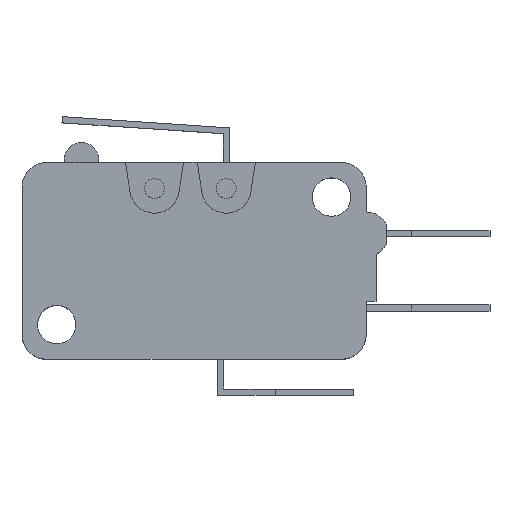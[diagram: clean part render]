
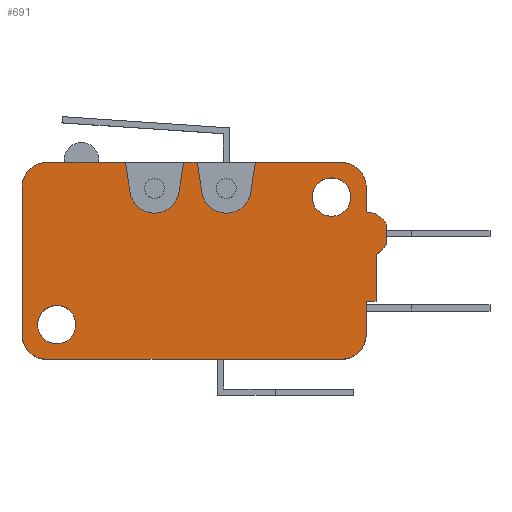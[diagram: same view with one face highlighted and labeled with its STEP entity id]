
A CAD part, top view. The second image highlights one B-rep face of the part: STEP entity #691.
In plain terms, the highlighted planar face has unit normal (0, 0, 1).
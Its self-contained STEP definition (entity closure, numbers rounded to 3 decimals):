
#691=ADVANCED_FACE('',(#1826,#1827,#1828),#1829,.F.);
#725=VERTEX_POINT('',#1884);
#731=VERTEX_POINT('',#1890);
#733=EDGE_CURVE('',#731,#725,#1892,.T.);
#741=VERTEX_POINT('',#1900);
#747=VERTEX_POINT('',#1906);
#749=EDGE_CURVE('',#747,#741,#1908,.T.);
#1213=VERTEX_POINT('',#2372);
#1217=VERTEX_POINT('',#2376);
#1221=EDGE_CURVE('',#1213,#1217,#2380,.T.);
#1223=VERTEX_POINT('',#2382);
#1225=EDGE_CURVE('',#1217,#1223,#2384,.T.);
#1229=VERTEX_POINT('',#2388);
#1233=EDGE_CURVE('',#1223,#1229,#2392,.T.);
#1273=VERTEX_POINT('',#2432);
#1275=EDGE_CURVE('',#1273,#1213,#2434,.T.);
#1285=VERTEX_POINT('',#2444);
#1289=VERTEX_POINT('',#2448);
#1291=EDGE_CURVE('',#1289,#1285,#2450,.T.);
#1319=VERTEX_POINT('',#2478);
#1323=EDGE_CURVE('',#1229,#1319,#2482,.T.);
#1325=VERTEX_POINT('',#2484);
#1327=VERTEX_POINT('',#2486);
#1329=EDGE_CURVE('',#1325,#1327,#2488,.T.);
#1341=EDGE_CURVE('',#1327,#1273,#2500,.T.);
#1345=EDGE_CURVE('',#1285,#1325,#2504,.T.);
#1373=VERTEX_POINT('',#2532);
#1375=EDGE_CURVE('',#1373,#1319,#2534,.T.);
#1377=VERTEX_POINT('',#2536);
#1379=EDGE_CURVE('',#1377,#1373,#2538,.T.);
#1381=VERTEX_POINT('',#2540);
#1383=EDGE_CURVE('',#1381,#1377,#2542,.T.);
#1385=VERTEX_POINT('',#2544);
#1387=EDGE_CURVE('',#1381,#1385,#2546,.T.);
#1389=VERTEX_POINT('',#2548);
#1391=EDGE_CURVE('',#1389,#1385,#2550,.T.);
#1393=VERTEX_POINT('',#2552);
#1395=EDGE_CURVE('',#1389,#1393,#2554,.T.);
#1397=VERTEX_POINT('',#2556);
#1399=EDGE_CURVE('',#1393,#1397,#2558,.T.);
#1401=VERTEX_POINT('',#2560);
#1403=EDGE_CURVE('',#1397,#1401,#2562,.T.);
#1405=VERTEX_POINT('',#2564);
#1407=EDGE_CURVE('',#1405,#1401,#2566,.T.);
#1409=VERTEX_POINT('',#2568);
#1411=EDGE_CURVE('',#1405,#1409,#2570,.T.);
#1413=VERTEX_POINT('',#2572);
#1415=EDGE_CURVE('',#1413,#1409,#2574,.T.);
#1417=VERTEX_POINT('',#2576);
#1419=EDGE_CURVE('',#1413,#1417,#2578,.T.);
#1421=EDGE_CURVE('',#1289,#1417,#2580,.T.);
#1423=EDGE_CURVE('',#725,#731,#2582,.T.);
#1425=EDGE_CURVE('',#741,#747,#2584,.T.);
#1826=FACE_OUTER_BOUND('',#2985,.T.);
#1827=FACE_BOUND('',#2986,.T.);
#1828=FACE_BOUND('',#2987,.T.);
#1829=PLANE('',#2988);
#1884=CARTESIAN_POINT('',(4.35,2.8,5.15));
#1890=CARTESIAN_POINT('',(1.25,2.8,5.15));
#1892=CIRCLE('',#3054,1.55);
#1900=CARTESIAN_POINT('',(26.55,13.1,5.15));
#1906=CARTESIAN_POINT('',(23.45,13.1,5.15));
#1908=CIRCLE('',#3076,1.55);
#2372=CARTESIAN_POINT('',(13.046,15.9,5.15));
#2376=CARTESIAN_POINT('',(12.677,13.496,5.15));
#2380=LINE('',#3797,#3798);
#2382=CARTESIAN_POINT('',(8.723,13.496,5.15));
#2384=CIRCLE('',#3803,2.0);
#2388=CARTESIAN_POINT('',(8.354,15.9,5.15));
#2392=LINE('',#3816,#3817);
#2432=CARTESIAN_POINT('',(14.154,15.9,5.15));
#2434=LINE('',#3880,#3881);
#2444=CARTESIAN_POINT('',(18.846,15.9,5.15));
#2448=CARTESIAN_POINT('',(25.8,15.9,5.15));
#2450=LINE('',#3904,#3905);
#2478=CARTESIAN_POINT('',(2.0,15.9,5.15));
#2482=LINE('',#3954,#3955);
#2484=CARTESIAN_POINT('',(18.477,13.496,5.15));
#2486=CARTESIAN_POINT('',(14.523,13.496,5.15));
#2488=CIRCLE('',#3962,2.0);
#2500=LINE('',#3980,#3981);
#2504=LINE('',#3988,#3989);
#2532=CARTESIAN_POINT('',(0.,13.9,5.15));
#2534=CIRCLE('',#4036,2.0);
#2536=CARTESIAN_POINT('',(0.,2.0,5.15));
#2538=LINE('',#4041,#4042);
#2540=CARTESIAN_POINT('',(2.0,0.,5.15));
#2542=CIRCLE('',#4047,2.0);
#2544=CARTESIAN_POINT('',(25.8,0.,5.15));
#2546=LINE('',#4052,#4053);
#2548=CARTESIAN_POINT('',(27.8,2.0,5.15));
#2550=CIRCLE('',#4058,2.0);
#2552=CARTESIAN_POINT('',(27.8,4.7,5.15));
#2554=LINE('',#4063,#4064);
#2556=CARTESIAN_POINT('',(28.6,4.7,5.15));
#2558=LINE('',#4069,#4070);
#2560=CARTESIAN_POINT('',(28.6,8.488,5.15));
#2562=LINE('',#4075,#4076);
#2564=CARTESIAN_POINT('',(29.4,9.275,5.15));
#2566=CIRCLE('',#4081,1.8);
#2568=CARTESIAN_POINT('',(29.4,10.925,5.15));
#2570=LINE('',#4086,#4087);
#2572=CARTESIAN_POINT('',(27.8,11.9,5.15));
#2574=CIRCLE('',#4092,1.8);
#2576=CARTESIAN_POINT('',(27.8,13.9,5.15));
#2578=LINE('',#4097,#4098);
#2580=CIRCLE('',#4101,2.0);
#2582=CIRCLE('',#4104,1.55);
#2584=CIRCLE('',#4107,1.55);
#2985=EDGE_LOOP('',(#4982,#4983,#4984,#4985,#4986,#4987,#4988,#4989,#4990,#4991,#4992,#4993,#4994,#4995,#4996,#4997,#4998,#4999,#5000,#5001,#5002,#5003));
#2986=EDGE_LOOP('',(#5004,#5005));
#2987=EDGE_LOOP('',(#5006,#5007));
#2988=AXIS2_PLACEMENT_3D('',#5008,#5009,#5010);
#3054=AXIS2_PLACEMENT_3D('',#5174,#5175,#5176);
#3076=AXIS2_PLACEMENT_3D('',#5182,#5183,#5184);
#3797=CARTESIAN_POINT('',(12.543,12.623,5.15));
#3798=VECTOR('',#5389,1.0);
#3803=AXIS2_PLACEMENT_3D('',#5390,#5391,#5392);
#3816=CARTESIAN_POINT('',(9.203,10.372,5.15));
#3817=VECTOR('',#5395,1.0);
#3880=CARTESIAN_POINT('',(25.8,15.9,5.15));
#3881=VECTOR('',#5411,1.0);
#3904=CARTESIAN_POINT('',(25.8,15.9,5.15));
#3905=VECTOR('',#5415,1.0);
#3954=CARTESIAN_POINT('',(25.8,15.9,5.15));
#3955=VECTOR('',#5424,1.0);
#3962=AXIS2_PLACEMENT_3D('',#5425,#5426,#5427);
#3980=CARTESIAN_POINT('',(14.936,10.808,5.15));
#3981=VECTOR('',#5433,1.0);
#3988=CARTESIAN_POINT('',(18.276,12.187,5.15));
#3989=VECTOR('',#5435,1.0);
#4036=AXIS2_PLACEMENT_3D('',#5449,#5450,#5451);
#4041=CARTESIAN_POINT('',(0.,2.0,5.15));
#4042=VECTOR('',#5452,1.0);
#4047=AXIS2_PLACEMENT_3D('',#5453,#5454,#5455);
#4052=CARTESIAN_POINT('',(2.0,0.,5.15));
#4053=VECTOR('',#5456,1.0);
#4058=AXIS2_PLACEMENT_3D('',#5457,#5458,#5459);
#4063=CARTESIAN_POINT('',(27.8,2.0,5.15));
#4064=VECTOR('',#5460,1.0);
#4069=CARTESIAN_POINT('',(27.8,4.7,5.15));
#4070=VECTOR('',#5461,1.0);
#4075=CARTESIAN_POINT('',(28.6,4.7,5.15));
#4076=VECTOR('',#5462,1.0);
#4081=AXIS2_PLACEMENT_3D('',#5463,#5464,#5465);
#4086=CARTESIAN_POINT('',(29.4,9.275,5.15));
#4087=VECTOR('',#5466,1.0);
#4092=AXIS2_PLACEMENT_3D('',#5467,#5468,#5469);
#4097=CARTESIAN_POINT('',(27.8,11.9,5.15));
#4098=VECTOR('',#5470,1.0);
#4101=AXIS2_PLACEMENT_3D('',#5471,#5472,#5473);
#4104=AXIS2_PLACEMENT_3D('',#5474,#5475,#5476);
#4107=AXIS2_PLACEMENT_3D('',#5477,#5478,#5479);
#4982=ORIENTED_EDGE('',*,*,#1233,.T.);
#4983=ORIENTED_EDGE('',*,*,#1323,.T.);
#4984=ORIENTED_EDGE('',*,*,#1375,.F.);
#4985=ORIENTED_EDGE('',*,*,#1379,.F.);
#4986=ORIENTED_EDGE('',*,*,#1383,.F.);
#4987=ORIENTED_EDGE('',*,*,#1387,.T.);
#4988=ORIENTED_EDGE('',*,*,#1391,.F.);
#4989=ORIENTED_EDGE('',*,*,#1395,.T.);
#4990=ORIENTED_EDGE('',*,*,#1399,.T.);
#4991=ORIENTED_EDGE('',*,*,#1403,.T.);
#4992=ORIENTED_EDGE('',*,*,#1407,.F.);
#4993=ORIENTED_EDGE('',*,*,#1411,.T.);
#4994=ORIENTED_EDGE('',*,*,#1415,.F.);
#4995=ORIENTED_EDGE('',*,*,#1419,.T.);
#4996=ORIENTED_EDGE('',*,*,#1421,.F.);
#4997=ORIENTED_EDGE('',*,*,#1291,.T.);
#4998=ORIENTED_EDGE('',*,*,#1345,.T.);
#4999=ORIENTED_EDGE('',*,*,#1329,.T.);
#5000=ORIENTED_EDGE('',*,*,#1341,.T.);
#5001=ORIENTED_EDGE('',*,*,#1275,.T.);
#5002=ORIENTED_EDGE('',*,*,#1221,.T.);
#5003=ORIENTED_EDGE('',*,*,#1225,.T.);
#5004=ORIENTED_EDGE('',*,*,#733,.T.);
#5005=ORIENTED_EDGE('',*,*,#1423,.T.);
#5006=ORIENTED_EDGE('',*,*,#749,.T.);
#5007=ORIENTED_EDGE('',*,*,#1425,.T.);
#5008=CARTESIAN_POINT('',(14.353,7.966,5.15));
#5009=DIRECTION('',(0.,0.0,-1.0));
#5010=DIRECTION('',(0.0,-1.0,0.0));
#5174=CARTESIAN_POINT('',(2.8,2.8,5.15));
#5175=DIRECTION('',(0.,0.0,-1.0));
#5176=DIRECTION('',(1.0,0.0,0.));
#5182=CARTESIAN_POINT('',(25.0,13.1,5.15));
#5183=DIRECTION('',(0.,0.0,-1.0));
#5184=DIRECTION('',(1.0,0.0,0.));
#5389=DIRECTION('',(-0.152,-0.988,0.));
#5390=CARTESIAN_POINT('',(10.7,13.8,5.15));
#5391=DIRECTION('',(0.,0.0,-1.0));
#5392=DIRECTION('',(1.0,0.0,0.));
#5395=DIRECTION('',(-0.152,0.988,0.));
#5411=DIRECTION('',(-1.0,0.0,0.));
#5415=DIRECTION('',(-1.0,0.0,0.));
#5424=DIRECTION('',(-1.0,0.0,0.));
#5425=CARTESIAN_POINT('',(16.5,13.8,5.15));
#5426=DIRECTION('',(0.,0.0,-1.0));
#5427=DIRECTION('',(1.0,0.0,0.));
#5433=DIRECTION('',(-0.152,0.988,0.));
#5435=DIRECTION('',(-0.152,-0.988,0.));
#5449=CARTESIAN_POINT('',(2.0,13.9,5.15));
#5450=DIRECTION('',(0.,0.0,-1.0));
#5451=DIRECTION('',(-1.0,0.0,0.));
#5452=DIRECTION('',(0.,1.0,0.));
#5453=CARTESIAN_POINT('',(2.0,2.0,5.15));
#5454=DIRECTION('',(0.,0.0,-1.0));
#5455=DIRECTION('',(-1.0,0.0,0.));
#5456=DIRECTION('',(1.0,0.,0.));
#5457=CARTESIAN_POINT('',(25.8,2.0,5.15));
#5458=DIRECTION('',(0.,0.0,-1.0));
#5459=DIRECTION('',(-1.0,0.0,0.));
#5460=DIRECTION('',(0.0,1.0,0.0));
#5461=DIRECTION('',(1.0,0.0,0.));
#5462=DIRECTION('',(0.0,1.0,0.0));
#5463=CARTESIAN_POINT('',(27.8,10.1,5.15));
#5464=DIRECTION('',(0.,0.0,-1.0));
#5465=DIRECTION('',(-1.0,0.0,0.));
#5466=DIRECTION('',(0.0,1.0,0.0));
#5467=CARTESIAN_POINT('',(27.8,10.1,5.15));
#5468=DIRECTION('',(0.,0.0,-1.0));
#5469=DIRECTION('',(-1.0,0.0,0.));
#5470=DIRECTION('',(0.0,1.0,0.0));
#5471=CARTESIAN_POINT('',(25.8,13.9,5.15));
#5472=DIRECTION('',(0.,0.0,-1.0));
#5473=DIRECTION('',(-1.0,0.0,0.));
#5474=CARTESIAN_POINT('',(2.8,2.8,5.15));
#5475=DIRECTION('',(0.,0.0,-1.0));
#5476=DIRECTION('',(1.0,0.0,0.));
#5477=CARTESIAN_POINT('',(25.0,13.1,5.15));
#5478=DIRECTION('',(0.,0.0,-1.0));
#5479=DIRECTION('',(1.0,0.0,0.));
